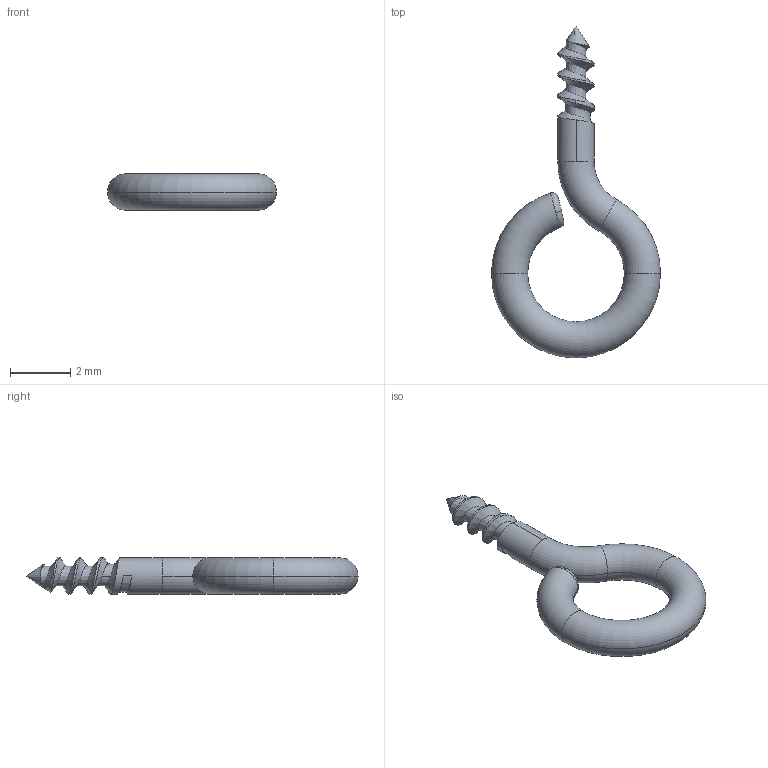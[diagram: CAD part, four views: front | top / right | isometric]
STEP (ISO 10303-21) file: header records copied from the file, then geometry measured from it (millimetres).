
FILE_DESCRIPTION (( 'STEP AP214' ), '1' );
FILE_NAME ('eye screw.STEP', '2012-09-16T18:23:02', ( 'User' ), ( '' ), 'SwSTEP 2.0', 'SolidWorks 2011', '' );
FILE_SCHEMA (( 'AUTOMOTIVE_DESIGN' ));
Length unit declared in the file: millimetre
Products named in the file (1): eye screw
Bounding box: 5.6 x 11 x 1.2 mm (x, y, z)
Volume: 19.4 mm3; surface area: 70.9 mm2
Topology: 1 solids, 1 shells, 26 faces, 70 edges, 44 vertices
Faces by surface type: torus 8, cylinder 8, bspline 6, cone 3, plane 1
Entity records: 1851 total; most frequent: CARTESIAN_POINT 1243, ORIENTED_EDGE 136, DIRECTION 97, EDGE_CURVE 68, VERTEX_POINT 44, AXIS2_PLACEMENT_3D 42, B_SPLINE_CURVE_WITH_KNOTS 34, EDGE_LOOP 26
